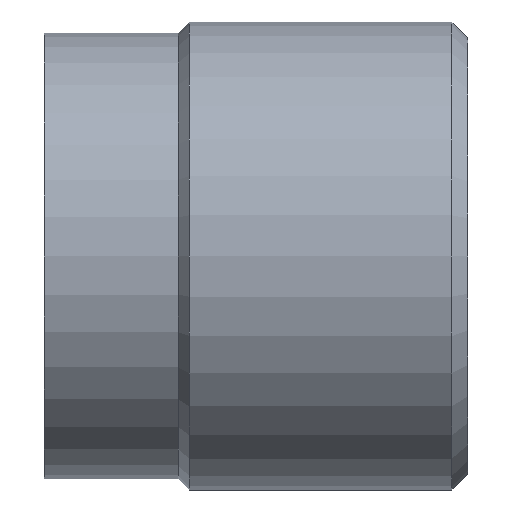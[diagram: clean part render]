
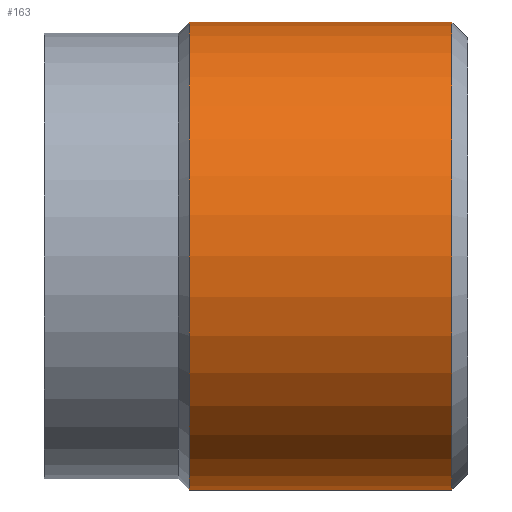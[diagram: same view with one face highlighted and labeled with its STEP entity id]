
A CAD part, front view. The second image highlights one B-rep face of the part: STEP entity #163.
In plain terms, the highlighted cylindrical face has radius 5.25 mm (diameter 10.5 mm), a full revolution.
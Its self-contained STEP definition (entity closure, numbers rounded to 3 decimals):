
#29=CYLINDRICAL_SURFACE('',#194,5.25);
#38=ORIENTED_EDGE('',*,*,#64,.F.);
#39=ORIENTED_EDGE('',*,*,#63,.T.);
#63=EDGE_CURVE('',#77,#77,#91,.T.);
#64=EDGE_CURVE('',#78,#78,#92,.T.);
#77=VERTEX_POINT('',#284);
#78=VERTEX_POINT('',#287);
#91=CIRCLE('',#193,5.25);
#92=CIRCLE('',#195,5.25);
#108=EDGE_LOOP('',(#38));
#109=EDGE_LOOP('',(#39));
#136=FACE_BOUND('',#108,.T.);
#137=FACE_BOUND('',#109,.T.);
#163=ADVANCED_FACE('',(#136,#137),#29,.T.);
#193=AXIS2_PLACEMENT_3D('',#283,#229,#230);
#194=AXIS2_PLACEMENT_3D('',#285,#231,#232);
#195=AXIS2_PLACEMENT_3D('',#286,#233,#234);
#229=DIRECTION('',(1.,0.,0.));
#230=DIRECTION('',(0.,0.,-1.));
#231=DIRECTION('',(1.,0.,0.));
#232=DIRECTION('',(0.,0.,-1.));
#233=DIRECTION('',(1.,0.,0.));
#234=DIRECTION('',(0.,0.,-1.));
#283=CARTESIAN_POINT('',(3.25,0.,0.));
#284=CARTESIAN_POINT('',(3.25,0.,-5.25));
#285=CARTESIAN_POINT('',(9.5,0.,0.));
#286=CARTESIAN_POINT('',(9.146,0.,0.));
#287=CARTESIAN_POINT('',(9.146,0.,-5.25));
